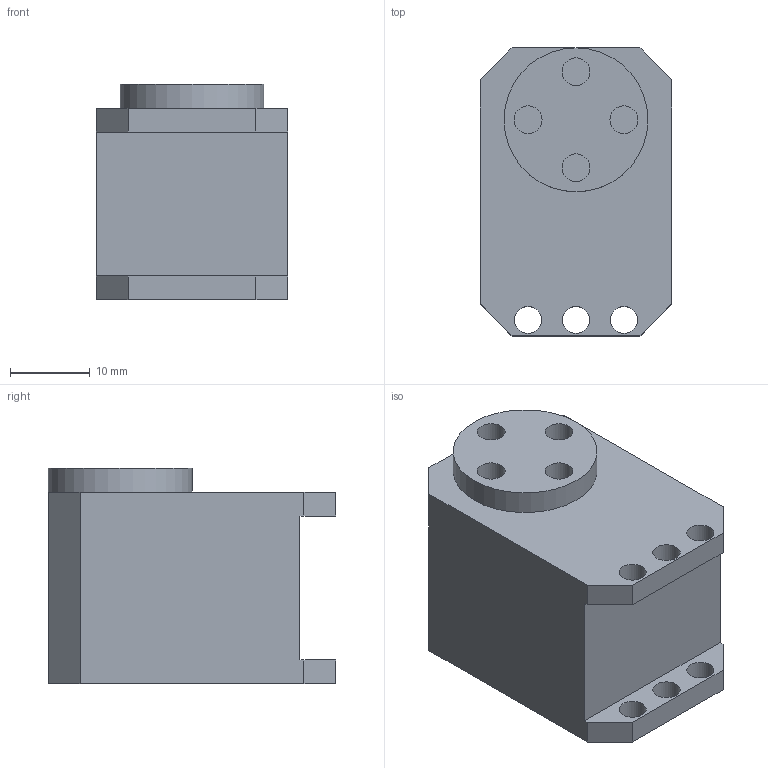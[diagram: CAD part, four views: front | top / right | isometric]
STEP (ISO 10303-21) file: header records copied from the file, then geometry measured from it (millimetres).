
FILE_DESCRIPTION(/* description */ (''),/* implementation_level */ '2;1');
FILE_NAME(/* name */ 'Servo Dynamixel XL320 v3.stp',/* time_stamp */ '2020-12-05T18:17:16+01:00',/* author */ (''),/* organization */ (''),/* preprocessor_version */ 'ST-DEVELOPER v18.1',/* originating_system */ 'Autodesk Translation Framework v9.3.0.1241',/* authorisation */ '');
FILE_SCHEMA (('AUTOMOTIVE_DESIGN { 1 0 10303 214 3 1 1 }'));
Length unit declared in the file: millimetre
Products named in the file (1): Servo Dynamixel XL-320
Bounding box: 24 x 36 x 27 mm (x, y, z)
Volume: 18796.5 mm3; surface area: 4810.3 mm2
Topology: 1 solids, 1 shells, 32 faces, 77 edges, 51 vertices
Faces by surface type: plane 21, cylinder 11
Full cylindrical faces by diameter (mm): 3.4 x6, 3.5 x4, 18 x1
Entity records: 1009 total; most frequent: DIRECTION 166, CARTESIAN_POINT 161, ORIENTED_EDGE 154, EDGE_CURVE 77, AXIS2_PLACEMENT_3D 56, LINE 54, VECTOR 54, VERTEX_POINT 51
